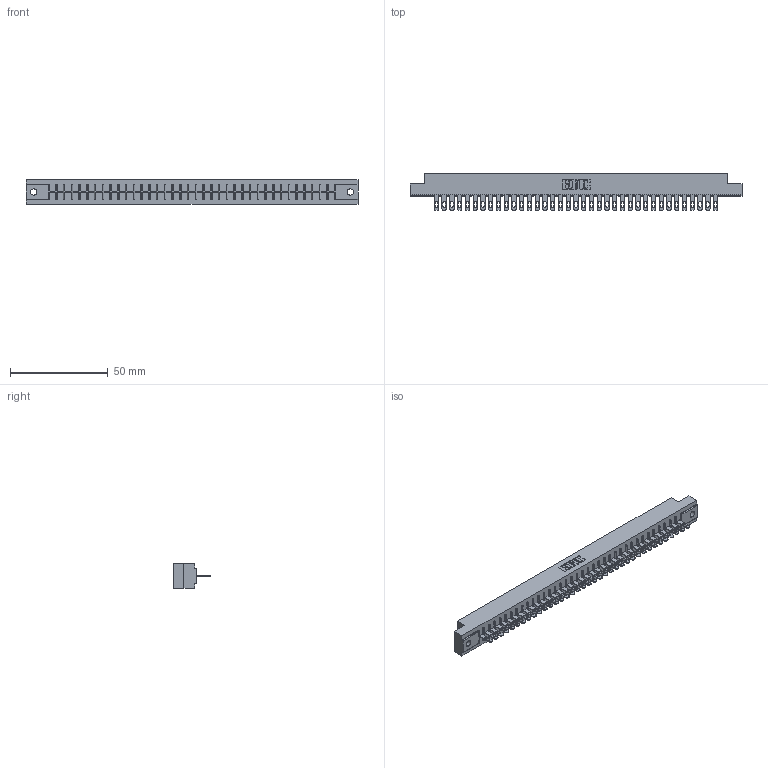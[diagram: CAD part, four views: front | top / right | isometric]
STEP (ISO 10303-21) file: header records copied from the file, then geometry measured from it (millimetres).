
FILE_DESCRIPTION (( 'STEP AP203' ), '1' );
FILE_NAME ('356-037-400-102.STEP', '2020-09-23T23:05:10', ( '' ), ( '' ), 'SwSTEP 2.0', 'SolidWorks 2020', '' );
FILE_SCHEMA (( 'CONFIG_CONTROL_DESIGN' ));
Length unit declared in the file: inch
Products named in the file (3): 306 Part_.128 Dia; 356-037-400-102; 306-290-001_100
Assembly tree (38 placements, depth 2):
  356-037-400-102
    306 Part_.128 Dia
    306-290-001_100  x37
Bounding box: 169.62 x 18.87 x 12.7 mm (x, y, z)
Volume: 18793.9 mm3; surface area: 19614.5 mm2
Topology: 38 solids, 38 shells, 2928 faces, 8271 edges, 5314 vertices
Faces by surface type: plane 1918, cylinder 862, sphere 148
Entity records: 35318 total; most frequent: CARTESIAN_POINT 5930, ORIENTED_EDGE 5878, DIRECTION 5849, EDGE_CURVE 2939, VECTOR 2295, LINE 2295, VERTEX_POINT 1858, AXIS2_PLACEMENT_3D 1777
